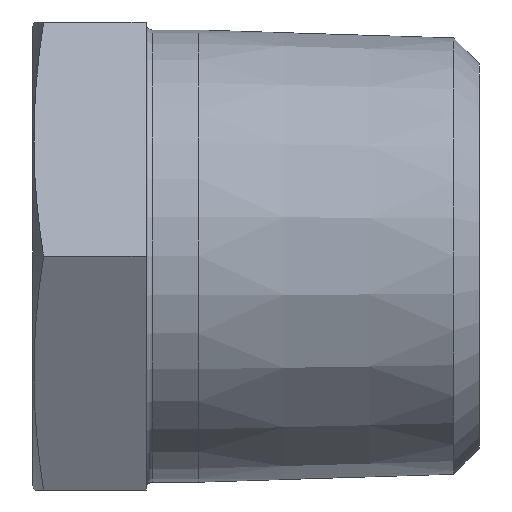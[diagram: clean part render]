
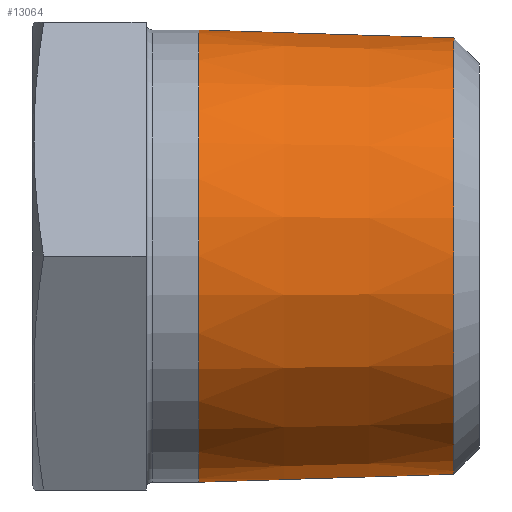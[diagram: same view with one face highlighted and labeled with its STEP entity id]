
A CAD part, front view. The second image highlights one B-rep face of the part: STEP entity #13064.
In plain terms, the highlighted conical face has half-angle 1.79 degrees and reference radius 10.477 mm.
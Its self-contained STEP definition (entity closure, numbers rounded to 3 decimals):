
#26 = EDGE_CURVE ( 'NONE', #12760, #12760, #16326, .T. ) ;
#360 = AXIS2_PLACEMENT_3D ( 'NONE', #2026, #12074, #5049 ) ;
#387 = EDGE_CURVE ( 'NONE', #13971, #13971, #9175, .T. ) ;
#665 = ORIENTED_EDGE ( 'NONE', *, *, #26, .F. ) ;
#824 = DIRECTION ( 'NONE',  ( 0., 0., 1. ) ) ;
#1596 = CARTESIAN_POINT ( 'NONE',  ( 19.801, 0., -10.259 ) ) ;
#1600 = AXIS2_PLACEMENT_3D ( 'NONE', #6475, #14975, #13701 ) ;
#2026 = CARTESIAN_POINT ( 'NONE',  ( 19.801, 0., 0. ) ) ;
#4003 = EDGE_LOOP ( 'NONE', ( #5566 ) ) ;
#5049 = DIRECTION ( 'NONE',  ( 0., 0., -1. ) ) ;
#5566 = ORIENTED_EDGE ( 'NONE', *, *, #387, .T. ) ;
#6466 = EDGE_LOOP ( 'NONE', ( #665 ) ) ;
#6475 = CARTESIAN_POINT ( 'NONE',  ( 7.8, 0., 0. ) ) ;
#6595 = DIRECTION ( 'NONE',  ( -1., 0., 0. ) ) ;
#6780 = FACE_OUTER_BOUND ( 'NONE', #6466, .T. ) ;
#9175 = CIRCLE ( 'NONE', #360, 10.259 ) ;
#9456 = CONICAL_SURFACE ( 'NONE', #13595, 10.477, 0.031 ) ;
#10409 = FACE_BOUND ( 'NONE', #4003, .T. ) ;
#11279 = CARTESIAN_POINT ( 'NONE',  ( 7.8, 0., 10.634 ) ) ;
#12074 = DIRECTION ( 'NONE',  ( -1., 0., 0. ) ) ;
#12339 = CARTESIAN_POINT ( 'NONE',  ( 12.8, 0., 0. ) ) ;
#12760 = VERTEX_POINT ( 'NONE', #11279 ) ;
#13064 = ADVANCED_FACE ( 'NONE', ( #10409, #6780 ), #9456, .T. ) ;
#13595 = AXIS2_PLACEMENT_3D ( 'NONE', #12339, #6595, #824 ) ;
#13701 = DIRECTION ( 'NONE',  ( 0., 0., 1. ) ) ;
#13971 = VERTEX_POINT ( 'NONE', #1596 ) ;
#14975 = DIRECTION ( 'NONE',  ( -1., 0., 0. ) ) ;
#16326 = CIRCLE ( 'NONE', #1600, 10.634 ) ;
